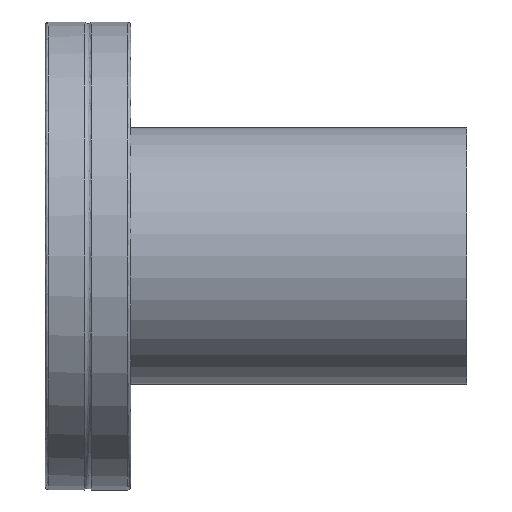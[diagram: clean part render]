
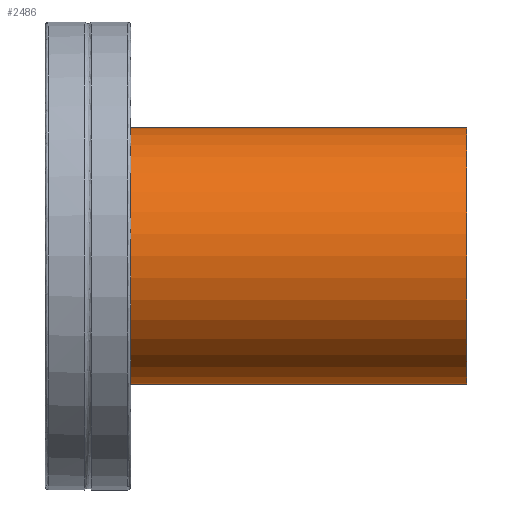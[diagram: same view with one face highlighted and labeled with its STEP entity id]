
A CAD part, front view. The second image highlights one B-rep face of the part: STEP entity #2486.
In plain terms, the highlighted cylindrical face has radius 19.05 mm (diameter 38.1 mm), a full revolution.
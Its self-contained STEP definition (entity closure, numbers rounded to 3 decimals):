
#199 = AXIS2_PLACEMENT_3D ( 'NONE', #3749, #3129, #1071 ) ;
#346 = AXIS2_PLACEMENT_3D ( 'NONE', #2829, #1367, #477 ) ;
#433 = ORIENTED_EDGE ( 'NONE', *, *, #2992, .T. ) ;
#477 = DIRECTION ( 'NONE',  ( 0., 0., -1. ) ) ;
#520 = DIRECTION ( 'NONE',  ( 0., 0., -1. ) ) ;
#701 = FACE_OUTER_BOUND ( 'NONE', #2530, .T. ) ;
#744 = VERTEX_POINT ( 'NONE', #3583 ) ;
#1071 = DIRECTION ( 'NONE',  ( 0., 0., -1. ) ) ;
#1194 = CARTESIAN_POINT ( 'NONE',  ( 0., 0., 0. ) ) ;
#1367 = DIRECTION ( 'NONE',  ( 1., 0., 0. ) ) ;
#1557 = CIRCLE ( 'NONE', #199, 19.05 ) ;
#1873 = EDGE_LOOP ( 'NONE', ( #433 ) ) ;
#2053 = DIRECTION ( 'NONE',  ( 1., 0., 0. ) ) ;
#2062 = CYLINDRICAL_SURFACE ( 'NONE', #346, 19.05 ) ;
#2486 = ADVANCED_FACE ( 'NONE', ( #701, #3808 ), #2062, .T. ) ;
#2522 = EDGE_CURVE ( 'NONE', #3246, #3246, #1557, .T. ) ;
#2530 = EDGE_LOOP ( 'NONE', ( #3295 ) ) ;
#2829 = CARTESIAN_POINT ( 'NONE',  ( 28.585, 0., 0. ) ) ;
#2868 = AXIS2_PLACEMENT_3D ( 'NONE', #1194, #2053, #520 ) ;
#2992 = EDGE_CURVE ( 'NONE', #744, #744, #3676, .T. ) ;
#3129 = DIRECTION ( 'NONE',  ( -1., 0., 0. ) ) ;
#3246 = VERTEX_POINT ( 'NONE', #3615 ) ;
#3295 = ORIENTED_EDGE ( 'NONE', *, *, #2522, .T. ) ;
#3583 = CARTESIAN_POINT ( 'NONE',  ( 0., 0., -19.05 ) ) ;
#3615 = CARTESIAN_POINT ( 'NONE',  ( 57.17, 0., -19.05 ) ) ;
#3676 = CIRCLE ( 'NONE', #2868, 19.05 ) ;
#3749 = CARTESIAN_POINT ( 'NONE',  ( 57.17, 0., 0. ) ) ;
#3808 = FACE_OUTER_BOUND ( 'NONE', #1873, .T. ) ;
